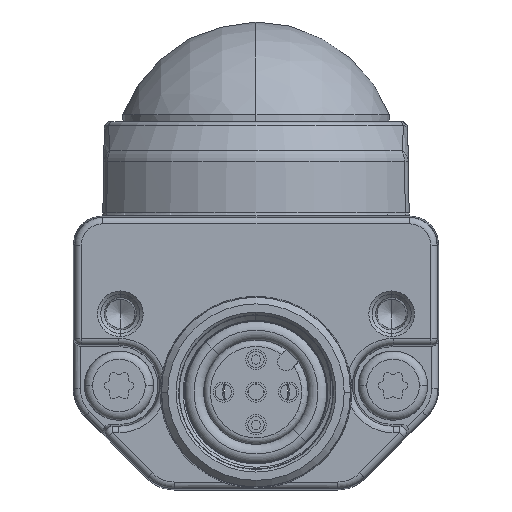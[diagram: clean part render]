
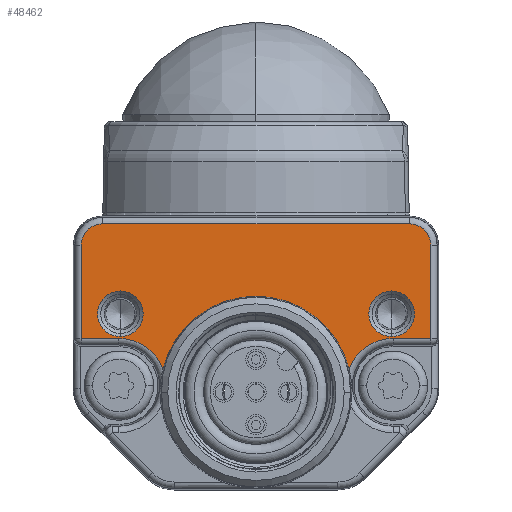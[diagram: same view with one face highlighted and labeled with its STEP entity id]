
A CAD part, left-side view. The second image highlights one B-rep face of the part: STEP entity #48462.
In plain terms, the highlighted face is planar.
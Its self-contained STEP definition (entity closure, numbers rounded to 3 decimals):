
#43421=CARTESIAN_POINT('',(13.,13.5,10.392));
#43422=DIRECTION('',(-1.,0.,0.));
#43423=DIRECTION('',(0.,1.,0.));
#43424=AXIS2_PLACEMENT_3D('',#43421,#43422,#43423);
#43426=CARTESIAN_POINT('',(13.,13.5,10.392));
#43427=DIRECTION('',(-1.,0.,0.));
#43428=DIRECTION('',(0.,-1.,0.));
#43429=AXIS2_PLACEMENT_3D('',#43426,#43427,#43428);
#43431=CARTESIAN_POINT('',(13.,13.5,-10.392));
#43432=DIRECTION('',(-1.,0.,0.));
#43433=DIRECTION('',(0.,-1.,0.));
#43434=AXIS2_PLACEMENT_3D('',#43431,#43432,#43433);
#43436=CARTESIAN_POINT('',(13.,13.5,-10.392));
#43437=DIRECTION('',(-1.,0.,0.));
#43438=DIRECTION('',(0.,1.,0.));
#43439=AXIS2_PLACEMENT_3D('',#43436,#43437,#43438);
#43441=CARTESIAN_POINT('',(13.,8.,-10.5));
#43442=DIRECTION('',(-1.,0.,0.));
#43443=DIRECTION('',(0.,0.359,0.933));
#43444=AXIS2_PLACEMENT_3D('',#43441,#43442,#43443);
#43446=CARTESIAN_POINT('',(13.,7.5,0.));
#43447=DIRECTION('',(1.,0.,0.));
#43448=DIRECTION('',(0.,0.244,-0.97));
#43449=AXIS2_PLACEMENT_3D('',#43446,#43447,#43448);
#43451=CARTESIAN_POINT('',(13.,8.,10.5));
#43452=DIRECTION('',(-1.,0.,0.));
#43453=DIRECTION('',(0.,1.,0.));
#43454=AXIS2_PLACEMENT_3D('',#43451,#43452,#43453);
#43456=DIRECTION('',(0.,0.,-1.));
#43457=VECTOR('',#43456,2.891);
#43458=CARTESIAN_POINT('',(13.,11.614,13.391));
#43459=LINE('',#43458,#43457);
#43460=DIRECTION('',(0.,-1.,0.));
#43461=VECTOR('',#43460,7.136);
#43462=CARTESIAN_POINT('',(13.,18.75,13.391));
#43463=LINE('',#43462,#43461);
#43464=CARTESIAN_POINT('',(13.,18.75,11.75));
#43465=DIRECTION('',(1.,0.,0.));
#43466=DIRECTION('',(0.,1.,0.));
#43467=AXIS2_PLACEMENT_3D('',#43464,#43465,#43466);
#43469=DIRECTION('',(0.,0.,1.));
#43470=VECTOR('',#43469,23.5);
#43471=CARTESIAN_POINT('',(13.,20.391,-11.75));
#43472=LINE('',#43471,#43470);
#43473=CARTESIAN_POINT('',(13.,18.75,-11.75));
#43474=DIRECTION('',(1.,0.,0.));
#43475=DIRECTION('',(0.,0.,-1.));
#43476=AXIS2_PLACEMENT_3D('',#43473,#43474,#43475);
#43478=DIRECTION('',(0.,1.,0.));
#43479=VECTOR('',#43478,7.136);
#43480=CARTESIAN_POINT('',(13.,11.614,-13.391));
#43481=LINE('',#43480,#43479);
#43482=DIRECTION('',(0.,0.,-1.));
#43483=VECTOR('',#43482,2.891);
#43484=CARTESIAN_POINT('',(13.,11.614,-10.5));
#43485=LINE('',#43484,#43483);
#43662=CARTESIAN_POINT('',(13.,9.297,-7.127));
#43730=CARTESIAN_POINT('',(13.,9.297,7.127));
#47740=VERTEX_POINT('',#43662);
#47741=VERTEX_POINT('',#43730);
#47806=CARTESIAN_POINT('',(13.,20.391,11.75));
#47807=CARTESIAN_POINT('',(13.,18.75,13.391));
#47808=VERTEX_POINT('',#47806);
#47809=VERTEX_POINT('',#47807);
#47814=CARTESIAN_POINT('',(13.,20.391,-11.75));
#47815=VERTEX_POINT('',#47814);
#47818=CARTESIAN_POINT('',(13.,18.75,-13.391));
#47819=VERTEX_POINT('',#47818);
#47846=CARTESIAN_POINT('',(13.,15.25,10.392));
#47847=CARTESIAN_POINT('',(13.,11.75,10.392));
#47848=VERTEX_POINT('',#47846);
#47849=VERTEX_POINT('',#47847);
#47850=CARTESIAN_POINT('',(13.,11.75,-10.392));
#47851=CARTESIAN_POINT('',(13.,15.25,-10.392));
#47852=VERTEX_POINT('',#47850);
#47853=VERTEX_POINT('',#47851);
#47854=CARTESIAN_POINT('',(13.,11.614,-10.5));
#47855=VERTEX_POINT('',#47854);
#47856=CARTESIAN_POINT('',(13.,11.614,-13.391));
#47857=VERTEX_POINT('',#47856);
#47892=CARTESIAN_POINT('',(13.,11.614,10.5));
#47893=VERTEX_POINT('',#47892);
#47894=CARTESIAN_POINT('',(13.,11.614,13.391));
#47895=VERTEX_POINT('',#47894);
#48423=CARTESIAN_POINT('',(13.,0.,0.));
#48424=DIRECTION('',(1.,0.,0.));
#48425=DIRECTION('',(0.,0.,-1.));
#48426=AXIS2_PLACEMENT_3D('',#48423,#48424,#48425);
#48427=PLANE('',#48426);
#48429=ORIENTED_EDGE('',*,*,#48428,.F.);
#48431=ORIENTED_EDGE('',*,*,#48430,.T.);
#48433=ORIENTED_EDGE('',*,*,#48432,.F.);
#48435=ORIENTED_EDGE('',*,*,#48434,.F.);
#48437=ORIENTED_EDGE('',*,*,#48436,.F.);
#48439=ORIENTED_EDGE('',*,*,#48438,.F.);
#48441=ORIENTED_EDGE('',*,*,#48440,.F.);
#48443=ORIENTED_EDGE('',*,*,#48442,.F.);
#48445=ORIENTED_EDGE('',*,*,#48444,.F.);
#48447=ORIENTED_EDGE('',*,*,#48446,.F.);
#48448=EDGE_LOOP('',(#48429,#48431,#48433,#48435,#48437,#48439,#48441,#48443,
#48445,#48447));
#48449=FACE_OUTER_BOUND('',#48448,.F.);
#48451=ORIENTED_EDGE('',*,*,#48450,.F.);
#48453=ORIENTED_EDGE('',*,*,#48452,.F.);
#48454=EDGE_LOOP('',(#48451,#48453));
#48455=FACE_BOUND('',#48454,.F.);
#48457=ORIENTED_EDGE('',*,*,#48456,.F.);
#48459=ORIENTED_EDGE('',*,*,#48458,.F.);
#48460=EDGE_LOOP('',(#48457,#48459));
#48461=FACE_BOUND('',#48460,.F.);
#48462=ADVANCED_FACE('',(#48449,#48455,#48461),#48427,.T.);
#43425=CIRCLE('',#43424,1.75);
#43430=CIRCLE('',#43429,1.75);
#43435=CIRCLE('',#43434,1.75);
#43440=CIRCLE('',#43439,1.75);
#43445=CIRCLE('',#43444,3.614);
#43450=CIRCLE('',#43449,7.35);
#43455=CIRCLE('',#43454,3.614);
#43468=CIRCLE('',#43467,1.641);
#43477=CIRCLE('',#43476,1.641);
#48428=EDGE_CURVE('',#47740,#47855,#43445,.T.);
#48430=EDGE_CURVE('',#47740,#47741,#43450,.T.);
#48432=EDGE_CURVE('',#47893,#47741,#43455,.T.);
#48434=EDGE_CURVE('',#47895,#47893,#43459,.T.);
#48436=EDGE_CURVE('',#47809,#47895,#43463,.T.);
#48438=EDGE_CURVE('',#47808,#47809,#43468,.T.);
#48440=EDGE_CURVE('',#47815,#47808,#43472,.T.);
#48442=EDGE_CURVE('',#47819,#47815,#43477,.T.);
#48444=EDGE_CURVE('',#47857,#47819,#43481,.T.);
#48446=EDGE_CURVE('',#47855,#47857,#43485,.T.);
#48450=EDGE_CURVE('',#47848,#47849,#43425,.T.);
#48452=EDGE_CURVE('',#47849,#47848,#43430,.T.);
#48456=EDGE_CURVE('',#47852,#47853,#43435,.T.);
#48458=EDGE_CURVE('',#47853,#47852,#43440,.T.);
